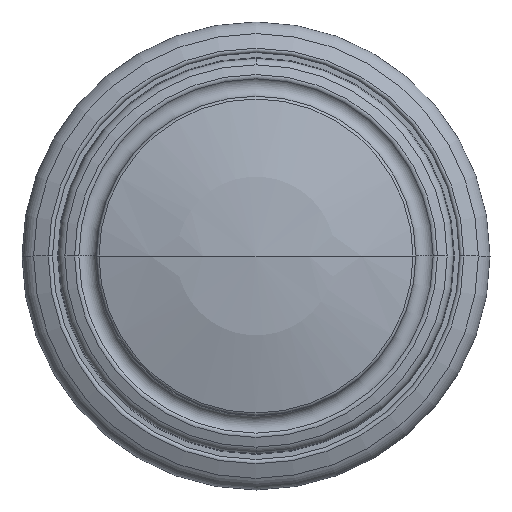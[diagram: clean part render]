
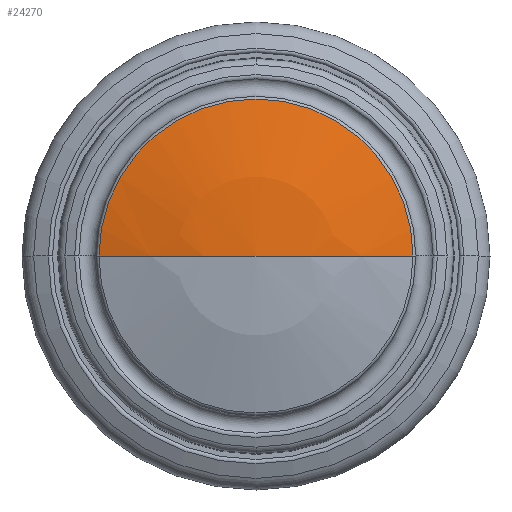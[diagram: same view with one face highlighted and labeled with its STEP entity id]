
A CAD part, front view. The second image highlights one B-rep face of the part: STEP entity #24270.
In plain terms, the highlighted spherical face has radius 25.543 mm.
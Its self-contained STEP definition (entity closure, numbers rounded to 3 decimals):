
#21820=CARTESIAN_POINT('',(29.164,-2.133,
0.));
#21830=VERTEX_POINT('',#21820);
#21880=CARTESIAN_POINT('',(36.88,-2.133,
0.));
#21890=DIRECTION('',(0.,-1.,0.));
#21900=DIRECTION('',(-1.,0.,0.));
#21910=AXIS2_PLACEMENT_3D('',#21880,#21890,#21900);
#21920=CIRCLE('',#21910,7.715);
#21930=CARTESIAN_POINT('',(44.595,-2.133,
0.));
#21940=VERTEX_POINT('',#21930);
#24070=CARTESIAN_POINT('',(36.88,22.217,
0.));
#24080=DIRECTION('',(0.,1.,0.));
#24090=DIRECTION('',(-1.,0.,0.));
#24100=AXIS2_PLACEMENT_3D('',#24070,#24080,#24090);
#24110=SPHERICAL_SURFACE('',#24100,25.543);
#24120=CARTESIAN_POINT('',(36.88,22.217,
0.));
#24130=DIRECTION('',(0.,0.,-1.));
#24140=DIRECTION('',(1.,-0.,0.));
#24150=AXIS2_PLACEMENT_3D('',#24120,#24130,#24140);
#24160=CIRCLE('',#24150,25.543);
#24170=CARTESIAN_POINT('',(36.88,-3.326,
0.));
#24180=VERTEX_POINT('',#24170);
#24190=EDGE_CURVE('',#24180,#21830,#24160,.T.);
#24200=ORIENTED_EDGE('',*,*,#24190,.F.);
#24210=EDGE_CURVE('',#21940,#21830,#21920,.T.);
#24220=ORIENTED_EDGE('',*,*,#24210,.T.);
#24230=EDGE_CURVE('',#21940,#24180,#24160,.T.);
#24240=ORIENTED_EDGE('',*,*,#24230,.F.);
#24250=EDGE_LOOP('',(#24240,#24220,#24200));
#24260=FACE_OUTER_BOUND('',#24250,.T.);
#24270=ADVANCED_FACE('',(#24260),#24110,.T.);
